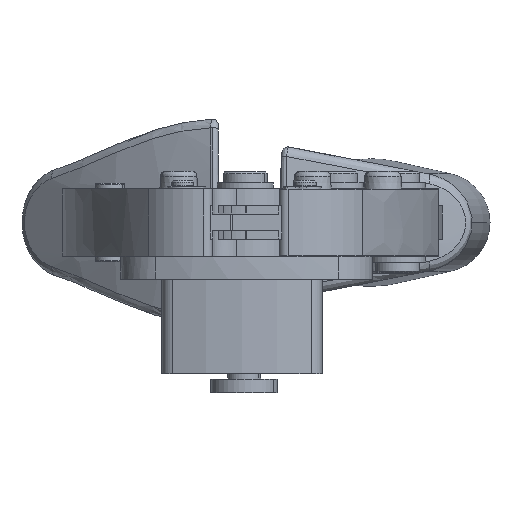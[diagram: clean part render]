
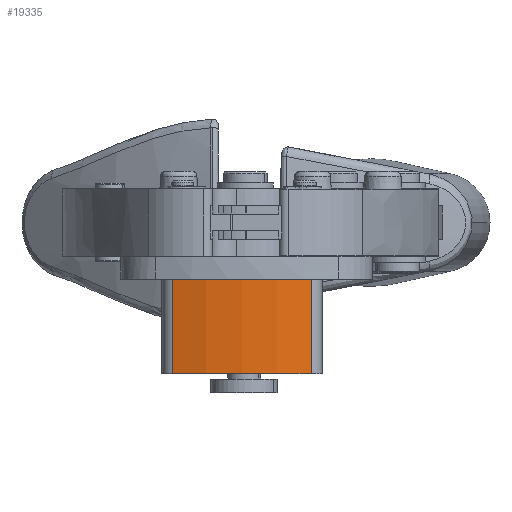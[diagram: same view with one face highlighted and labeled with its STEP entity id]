
A CAD part, left-side view. The second image highlights one B-rep face of the part: STEP entity #19335.
In plain terms, the highlighted cylindrical face has radius 42.7 mm (diameter 85.4 mm), a partial arc.
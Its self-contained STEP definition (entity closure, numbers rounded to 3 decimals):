
#19038=AXIS2_PLACEMENT_3D('Circle Axis2P3D',#19036,#19037,$) ;
#19308=AXIS2_PLACEMENT_3D('Cylinder Axis2P3D',#19305,#19306,#19307) ;
#19312=AXIS2_PLACEMENT_3D('Circle Axis2P3D',#19310,#19311,$) ;
#19033=CARTESIAN_POINT('Vertex',(3.385,57.349,20.5)) ;
#19036=CARTESIAN_POINT('Axis2P3D Location',(44.,44.171,20.5)) ;
#19040=CARTESIAN_POINT('Vertex',(2.991,32.275,20.5)) ;
#19305=CARTESIAN_POINT('Axis2P3D Location',(44.,44.171,12.)) ;
#19310=CARTESIAN_POINT('Axis2P3D Location',(44.,44.171,3.5)) ;
#19314=CARTESIAN_POINT('Vertex',(3.385,57.349,3.5)) ;
#19316=CARTESIAN_POINT('Vertex',(2.991,32.275,3.5)) ;
#19319=CARTESIAN_POINT('Line Origine',(2.991,32.275,12.)) ;
#19324=CARTESIAN_POINT('Line Origine',(3.385,57.349,12.)) ;
#19037=DIRECTION('Axis2P3D Direction',(0.,0.,1.)) ;
#19306=DIRECTION('Axis2P3D Direction',(0.,0.,1.)) ;
#19307=DIRECTION('Axis2P3D XDirection',(-0.951,0.309,0.)) ;
#19311=DIRECTION('Axis2P3D Direction',(0.,0.,1.)) ;
#19320=DIRECTION('Vector Direction',(0.,0.,1.)) ;
#19325=DIRECTION('Vector Direction',(0.,0.,1.)) ;
#19321=VECTOR('Line Direction',#19320,1.) ;
#19326=VECTOR('Line Direction',#19325,1.) ;
#19330=ORIENTED_EDGE('',*,*,#19318,.T.) ;
#19331=ORIENTED_EDGE('',*,*,#19323,.F.) ;
#19332=ORIENTED_EDGE('',*,*,#19042,.F.) ;
#19333=ORIENTED_EDGE('',*,*,#19328,.T.) ;
#19335=ADVANCED_FACE('Hauptk\X2\00F6\X0\rper',(#19334),#19309,.T.) ;
#19039=CIRCLE('generated circle',#19038,42.7) ;
#19313=CIRCLE('generated circle',#19312,42.7) ;
#19309=CYLINDRICAL_SURFACE('generated cylinder',#19308,42.7) ;
#19042=EDGE_CURVE('',#19034,#19041,#19039,.T.) ;
#19318=EDGE_CURVE('',#19315,#19317,#19313,.T.) ;
#19323=EDGE_CURVE('',#19041,#19317,#19322,.F.) ;
#19328=EDGE_CURVE('',#19034,#19315,#19327,.F.) ;
#19329=EDGE_LOOP('',(#19330,#19331,#19332,#19333)) ;
#19334=FACE_OUTER_BOUND('',#19329,.T.) ;
#19322=LINE('Line',#19319,#19321) ;
#19327=LINE('Line',#19324,#19326) ;
#19034=VERTEX_POINT('',#19033) ;
#19041=VERTEX_POINT('',#19040) ;
#19315=VERTEX_POINT('',#19314) ;
#19317=VERTEX_POINT('',#19316) ;
